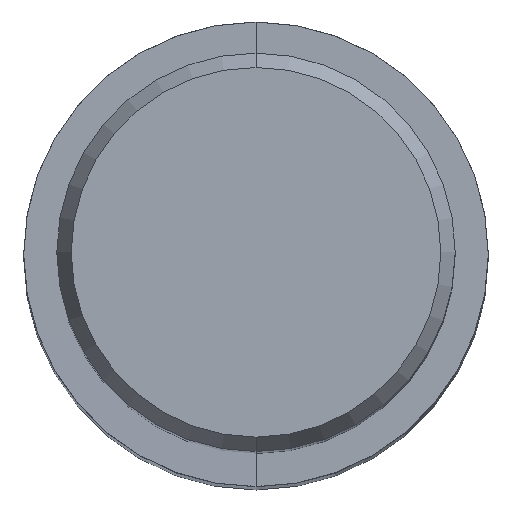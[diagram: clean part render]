
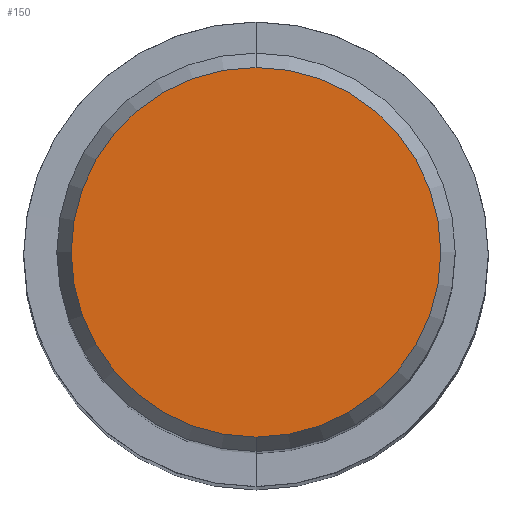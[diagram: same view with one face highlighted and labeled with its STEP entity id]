
A CAD part, top view. The second image highlights one B-rep face of the part: STEP entity #150.
In plain terms, the highlighted planar face has unit normal (0, 0, 1).
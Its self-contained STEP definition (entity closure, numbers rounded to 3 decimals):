
#150=ADVANCED_FACE('',(#335),#336,.T.);
#178=EDGE_CURVE('',#262,#200,#366,.T.);
#200=VERTEX_POINT('',#391);
#230=EDGE_CURVE('',#200,#262,#424,.T.);
#262=VERTEX_POINT('',#460);
#335=FACE_OUTER_BOUND('',#533,.T.);
#336=PLANE('',#534);
#366=CIRCLE('',#573,8.837);
#391=CARTESIAN_POINT('',(0.0,8.837,0.01));
#424=CIRCLE('',#648,8.837);
#460=CARTESIAN_POINT('',(0.,-8.837,0.01));
#533=EDGE_LOOP('',(#772,#773));
#534=AXIS2_PLACEMENT_3D('',#774,#775,#776);
#573=AXIS2_PLACEMENT_3D('',#807,#808,#809);
#648=AXIS2_PLACEMENT_3D('',#886,#887,#888);
#772=ORIENTED_EDGE('',*,*,#230,.F.);
#773=ORIENTED_EDGE('',*,*,#178,.F.);
#774=CARTESIAN_POINT('',(0.0,4.419,0.01));
#775=DIRECTION('',(-0.0,0.0,1.0));
#776=DIRECTION('',(0.0,-1.0,0.0));
#807=CARTESIAN_POINT('',(0.0,0.0,0.01));
#808=DIRECTION('',(0.0,0.0,-1.0));
#809=DIRECTION('',(0.0,1.0,0.0));
#886=CARTESIAN_POINT('',(0.0,0.0,0.01));
#887=DIRECTION('',(0.0,0.0,-1.0));
#888=DIRECTION('',(0.0,1.0,0.0));
